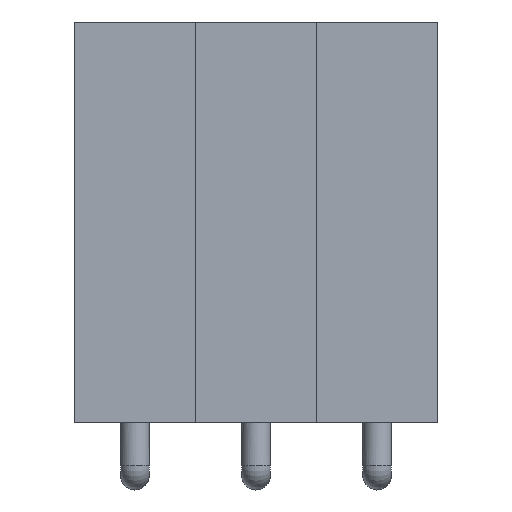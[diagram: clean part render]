
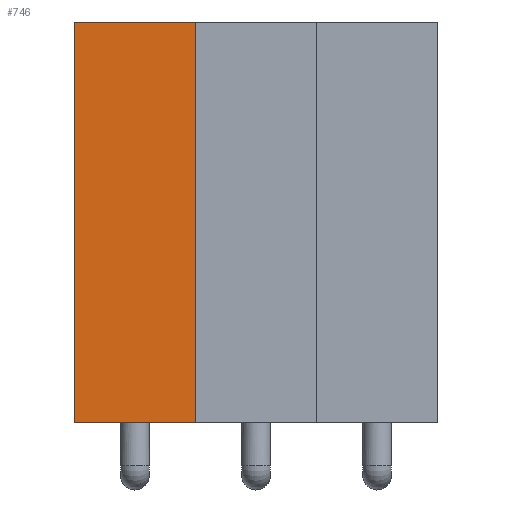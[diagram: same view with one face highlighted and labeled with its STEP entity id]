
A CAD part, top view. The second image highlights one B-rep face of the part: STEP entity #746.
In plain terms, the highlighted face is planar.
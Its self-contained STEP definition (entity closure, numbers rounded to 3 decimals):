
#746=ADVANCED_FACE('',(#1301),#1303,.T.);
#1301=FACE_BOUND('',#1302,.T.);
#1302=EDGE_LOOP('',(#1729,#1730,#1731,#1732));
#1303=PLANE('',#1304);
#1304=AXIS2_PLACEMENT_3D('',#1305,#1306,#1307);
#1305=CARTESIAN_POINT('',(-1.27,-1.27,0.));
#1306=DIRECTION('',(0.,-1.,0.));
#1307=DIRECTION('',(1.,0.,0.));
#1729=ORIENTED_EDGE('',*,*,#1946,.T.);
#1730=ORIENTED_EDGE('',*,*,#1934,.T.);
#1731=ORIENTED_EDGE('',*,*,#1930,.F.);
#1732=ORIENTED_EDGE('',*,*,#1944,.F.);
#1930=EDGE_CURVE('',#2233,#2228,#2235,.T.);
#1934=EDGE_CURVE('',#2242,#2228,#2243,.T.);
#1944=EDGE_CURVE('',#2259,#2233,#2261,.T.);
#1946=EDGE_CURVE('',#2259,#2242,#2263,.T.);
#2228=VERTEX_POINT('',#2925);
#2233=VERTEX_POINT('',#2934);
#2235=LINE('',#2938,#2939);
#2242=VERTEX_POINT('',#2953);
#2243=LINE('',#2954,#2955);
#2259=VERTEX_POINT('',#2988);
#2261=LINE('',#2992,#2993);
#2263=LINE('',#2998,#2999);
#2925=CARTESIAN_POINT('',(1.27,-1.27,8.4));
#2934=CARTESIAN_POINT('',(-1.27,-1.27,8.4));
#2938=CARTESIAN_POINT('',(-1.27,-1.27,8.4));
#2939=VECTOR('',#2940,1.);
#2940=DIRECTION('',(1.,0.,0.));
#2953=CARTESIAN_POINT('',(1.27,-1.27,0.));
#2954=CARTESIAN_POINT('',(1.27,-1.27,0.));
#2955=VECTOR('',#2956,1.);
#2956=DIRECTION('',(0.,0.,1.));
#2988=CARTESIAN_POINT('',(-1.27,-1.27,0.));
#2992=CARTESIAN_POINT('',(-1.27,-1.27,0.));
#2993=VECTOR('',#2994,1.);
#2994=DIRECTION('',(0.,0.,1.));
#2998=CARTESIAN_POINT('',(-1.27,-1.27,0.));
#2999=VECTOR('',#3000,1.);
#3000=DIRECTION('',(1.,0.,0.));
